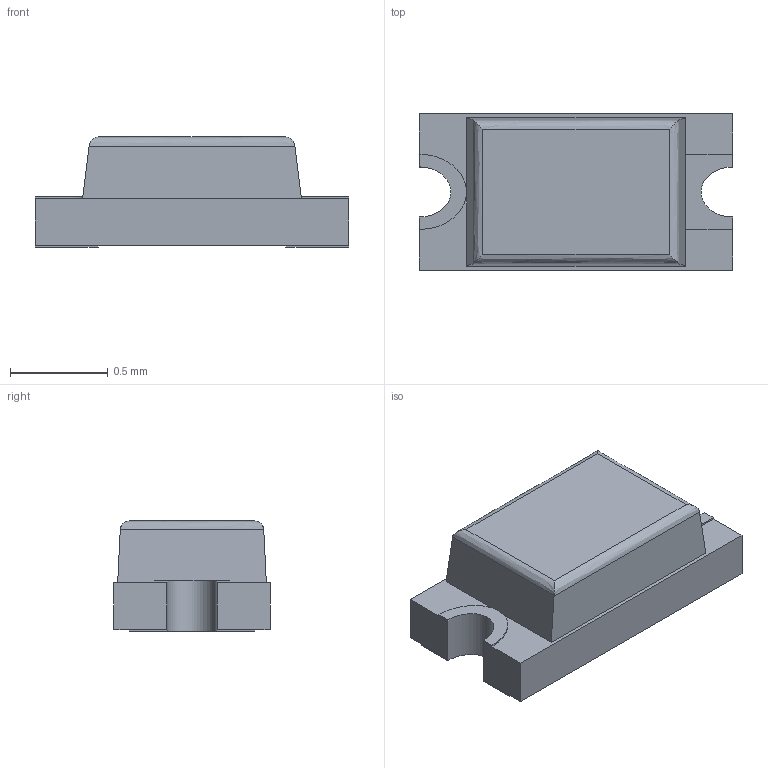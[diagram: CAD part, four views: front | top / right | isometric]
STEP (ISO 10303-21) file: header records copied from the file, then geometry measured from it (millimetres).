
FILE_DESCRIPTION(('FreeCAD Model'),'2;1');
FILE_NAME('led_0603_red.step', '2015-07-15T19:14:18',('Author'),('Robit'), 'Open CASCADE STEP processor 6.8','FreeCAD','Unknown');
FILE_SCHEMA(('AUTOMOTIVE_DESIGN_CC2 { 1 2 10303 214 -1 1 5 4 }'));
Length unit declared in the file: millimetre
Products named in the file (1): led0603
Bounding box: 1.6 x 0.8 x 0.56 mm (x, y, z)
Volume: 0.5 mm3; surface area: 4.7 mm2
Topology: 1 solids, 1 shells, 41 faces, 106 edges, 68 vertices
Faces by surface type: bspline 41
Entity records: 7173 total; most frequent: CARTESIAN_POINT 5483, B_SPLINE_CURVE_WITH_KNOTS 306, ORIENTED_EDGE 212, PCURVE 212, DEFINITIONAL_REPRESENTATION 212, EDGE_CURVE 106, SURFACE_CURVE 106, VERTEX_POINT 68
